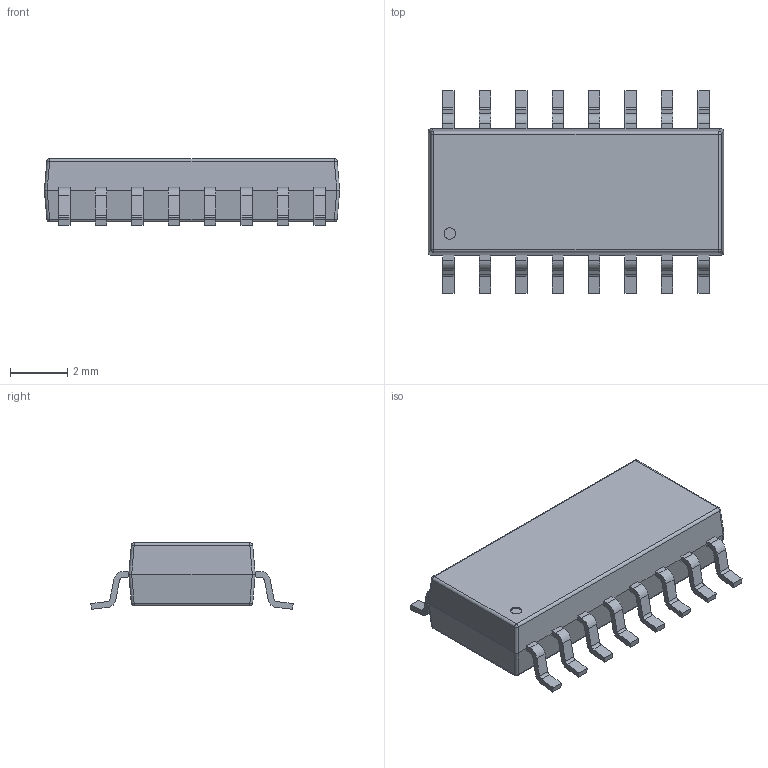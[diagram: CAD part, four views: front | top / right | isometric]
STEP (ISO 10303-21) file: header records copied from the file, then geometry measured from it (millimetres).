
FILE_DESCRIPTION(/* description */ (''),/* implementation_level */ '2;1');
FILE_NAME(/* name */ 'Liteon LTV247 SO-16 Opto.step',/* time_stamp */ '2023-10-16T21:33:05+01:00',/* author */ (''),/* organization */ (''),/* preprocessor_version */ 'ST-DEVELOPER v20',/* originating_system */ 'Autodesk Translation Framework v12.14.0.127',/* authorisation */ '');
FILE_SCHEMA (('AUTOMOTIVE_DESIGN { 1 0 10303 214 3 1 1 }'));
Length unit declared in the file: millimetre
Products named in the file (1): Liteon LTV247 SO-16 Opto
Bounding box: 10.28 x 7.05 x 2.32 mm (x, y, z)
Volume: 98.9 mm3; surface area: 186.2 mm2
Topology: 1 solids, 1 shells, 244 faces, 691 edges, 450 vertices
Faces by surface type: plane 155, cylinder 81, sphere 8
Full cylindrical faces by diameter (mm): 0.4 x1
Entity records: 8120 total; most frequent: CARTESIAN_POINT 1386, ORIENTED_EDGE 1382, DIRECTION 1339, EDGE_CURVE 691, LINE 533, VECTOR 533, VERTEX_POINT 450, AXIS2_PLACEMENT_3D 403
